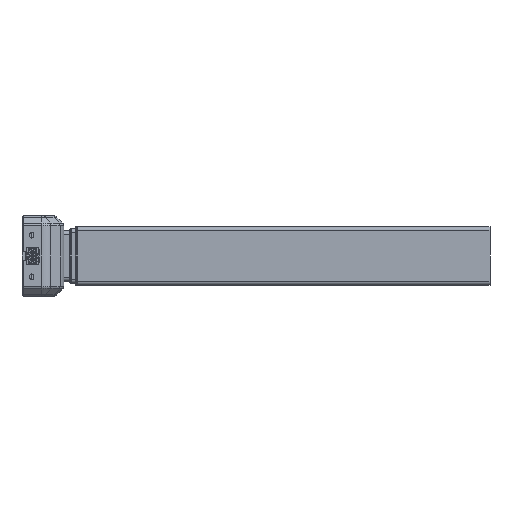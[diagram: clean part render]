
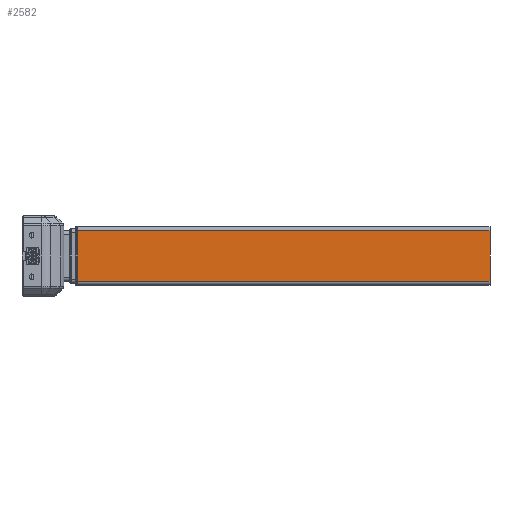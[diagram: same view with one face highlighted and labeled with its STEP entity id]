
A CAD part, left-side view. The second image highlights one B-rep face of the part: STEP entity #2582.
In plain terms, the highlighted planar face has unit normal (-1, 0, 0).
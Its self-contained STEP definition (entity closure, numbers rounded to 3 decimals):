
#2582=ADVANCED_FACE('',(#7292),#5291,.F.);
#5291=PLANE('',#51828);
#7292=FACE_OUTER_BOUND('',#10007,.T.);
#10007=EDGE_LOOP('',(#15950,#15951,#15952,#15953));
#15950=ORIENTED_EDGE('',*,*,#34394,.F.);
#15951=ORIENTED_EDGE('',*,*,#34384,.F.);
#15952=ORIENTED_EDGE('',*,*,#34397,.F.);
#15953=ORIENTED_EDGE('',*,*,#34366,.T.);
#29382=VERTEX_POINT('',#71061);
#29383=VERTEX_POINT('',#71063);
#29398=VERTEX_POINT('',#71097);
#29399=VERTEX_POINT('',#71099);
#34366=EDGE_CURVE('',#29383,#29382,#41436,.T.);
#34384=EDGE_CURVE('',#29398,#29399,#41445,.T.);
#34394=EDGE_CURVE('',#29399,#29382,#41450,.T.);
#34397=EDGE_CURVE('',#29383,#29398,#41453,.T.);
#41436=LINE('',#71062,#46704);
#41445=LINE('',#71098,#46713);
#41450=LINE('',#71118,#46718);
#41453=LINE('',#71124,#46721);
#46704=VECTOR('',#56933,1.);
#46713=VECTOR('',#56964,1.);
#46718=VECTOR('',#56981,1.);
#46721=VECTOR('',#56990,1.);
#51828=AXIS2_PLACEMENT_3D('',#71125,#56991,#56992);
#56933=DIRECTION('',(0.,0.,1.));
#56964=DIRECTION('',(0.,0.,1.));
#56981=DIRECTION('',(0.,-1.,0.));
#56990=DIRECTION('',(0.,1.,0.));
#56991=DIRECTION('',(1.,0.,0.));
#56992=DIRECTION('',(0.,-1.,0.));
#71061=CARTESIAN_POINT('',(-35.,0.,30.5));
#71062=CARTESIAN_POINT('',(-35.,0.,-30.5));
#71063=CARTESIAN_POINT('',(-35.,0.,-30.5));
#71097=CARTESIAN_POINT('',(-35.,494.,-30.5));
#71098=CARTESIAN_POINT('',(-35.,494.,-30.5));
#71099=CARTESIAN_POINT('',(-35.,494.,30.5));
#71118=CARTESIAN_POINT('',(-35.,0.,30.5));
#71124=CARTESIAN_POINT('',(-35.,0.,-30.5));
#71125=CARTESIAN_POINT('',(-35.,0.,30.5));
